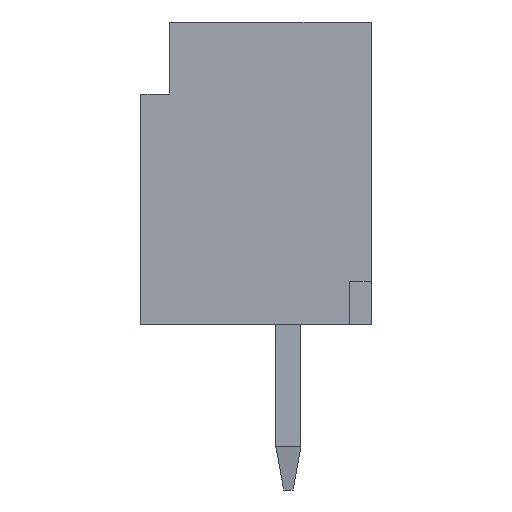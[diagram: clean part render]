
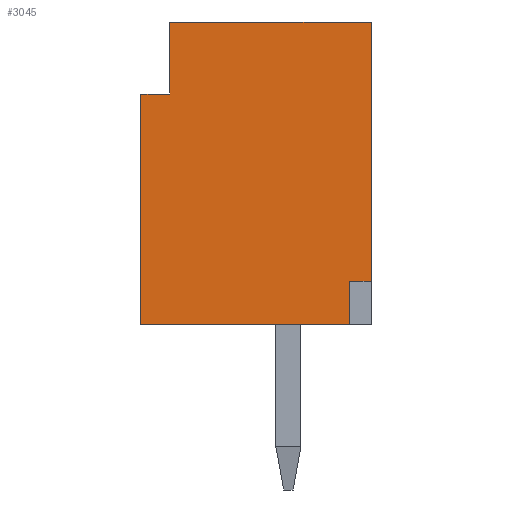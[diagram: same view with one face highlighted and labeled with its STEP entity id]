
A CAD part, left-side view. The second image highlights one B-rep face of the part: STEP entity #3045.
In plain terms, the highlighted planar face has unit normal (-1, 0, 0).
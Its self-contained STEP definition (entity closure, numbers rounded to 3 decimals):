
#111 = PLANE('',#112);
#112 = AXIS2_PLACEMENT_3D('',#113,#114,#115);
#113 = CARTESIAN_POINT('',(4.,-1.15,0.));
#114 = DIRECTION('',(0.,-1.,0.));
#115 = DIRECTION('',(0.,0.,1.));
#139 = PLANE('',#140);
#140 = AXIS2_PLACEMENT_3D('',#141,#142,#143);
#141 = CARTESIAN_POINT('',(4.,-1.15,4.2));
#142 = DIRECTION('',(0.,0.,1.));
#143 = DIRECTION('',(0.,1.,0.));
#223 = PLANE('',#224);
#224 = AXIS2_PLACEMENT_3D('',#225,#226,#227);
#225 = CARTESIAN_POINT('',(4.,2.05,4.2));
#226 = DIRECTION('',(0.,1.,0.));
#227 = DIRECTION('',(0.,0.,-1.));
#659 = PLANE('',#660);
#660 = AXIS2_PLACEMENT_3D('',#661,#662,#663);
#661 = CARTESIAN_POINT('',(4.,2.05,0.));
#662 = DIRECTION('',(0.,0.,-1.));
#663 = DIRECTION('',(0.,-1.,0.));
#700 = VERTEX_POINT('',#701);
#701 = CARTESIAN_POINT('',(-1.5,-1.15,0.6));
#715 = PLANE('',#716);
#716 = AXIS2_PLACEMENT_3D('',#717,#718,#719);
#717 = CARTESIAN_POINT('',(-0.925,-1.15,0.6));
#718 = DIRECTION('',(0.,0.,1.));
#719 = DIRECTION('',(-1.,0.,0.));
#727 = EDGE_CURVE('',#700,#728,#730,.T.);
#728 = VERTEX_POINT('',#729);
#729 = CARTESIAN_POINT('',(-1.5,-1.15,4.2));
#730 = SURFACE_CURVE('',#731,(#735,#742),.PCURVE_S1.);
#731 = LINE('',#732,#733);
#732 = CARTESIAN_POINT('',(-1.5,-1.15,0.6));
#733 = VECTOR('',#734,1.);
#734 = DIRECTION('',(0.,0.,1.));
#735 = PCURVE('',#111,#736);
#736 = DEFINITIONAL_REPRESENTATION('',(#737),#741);
#737 = LINE('',#738,#739);
#738 = CARTESIAN_POINT('',(0.6,5.5));
#739 = VECTOR('',#740,1.);
#740 = DIRECTION('',(1.,0.));
#741 = ( GEOMETRIC_REPRESENTATION_CONTEXT(2) 
PARAMETRIC_REPRESENTATION_CONTEXT() REPRESENTATION_CONTEXT('2D SPACE',''
  ) );
#742 = PCURVE('',#743,#748);
#743 = PLANE('',#744);
#744 = AXIS2_PLACEMENT_3D('',#745,#746,#747);
#745 = CARTESIAN_POINT('',(-1.5,0.45,2.1));
#746 = DIRECTION('',(-1.,0.,0.));
#747 = DIRECTION('',(0.,0.,-1.));
#748 = DEFINITIONAL_REPRESENTATION('',(#749),#753);
#749 = LINE('',#750,#751);
#750 = CARTESIAN_POINT('',(1.5,1.6));
#751 = VECTOR('',#752,1.);
#752 = DIRECTION('',(-1.,0.));
#753 = ( GEOMETRIC_REPRESENTATION_CONTEXT(2) 
PARAMETRIC_REPRESENTATION_CONTEXT() REPRESENTATION_CONTEXT('2D SPACE',''
  ) );
#1272 = EDGE_CURVE('',#728,#1273,#1275,.T.);
#1273 = VERTEX_POINT('',#1274);
#1274 = CARTESIAN_POINT('',(-1.5,1.65,4.2));
#1275 = SURFACE_CURVE('',#1276,(#1280,#1287),.PCURVE_S1.);
#1276 = LINE('',#1277,#1278);
#1277 = CARTESIAN_POINT('',(-1.5,-1.15,4.2));
#1278 = VECTOR('',#1279,1.);
#1279 = DIRECTION('',(0.,1.,0.));
#1280 = PCURVE('',#139,#1281);
#1281 = DEFINITIONAL_REPRESENTATION('',(#1282),#1286);
#1282 = LINE('',#1283,#1284);
#1283 = CARTESIAN_POINT('',(0.,5.5));
#1284 = VECTOR('',#1285,1.);
#1285 = DIRECTION('',(1.,0.));
#1286 = ( GEOMETRIC_REPRESENTATION_CONTEXT(2) 
PARAMETRIC_REPRESENTATION_CONTEXT() REPRESENTATION_CONTEXT('2D SPACE',''
  ) );
#1287 = PCURVE('',#743,#1288);
#1288 = DEFINITIONAL_REPRESENTATION('',(#1289),#1293);
#1289 = LINE('',#1290,#1291);
#1290 = CARTESIAN_POINT('',(-2.1,1.6));
#1291 = VECTOR('',#1292,1.);
#1292 = DIRECTION('',(0.,-1.));
#1293 = ( GEOMETRIC_REPRESENTATION_CONTEXT(2) 
PARAMETRIC_REPRESENTATION_CONTEXT() REPRESENTATION_CONTEXT('2D SPACE',''
  ) );
#1311 = PLANE('',#1312);
#1312 = AXIS2_PLACEMENT_3D('',#1313,#1314,#1315);
#1313 = CARTESIAN_POINT('',(3.4,1.65,4.2));
#1314 = DIRECTION('',(0.,1.,0.));
#1315 = DIRECTION('',(-1.,0.,0.));
#1741 = VERTEX_POINT('',#1742);
#1742 = CARTESIAN_POINT('',(-1.5,2.05,3.2));
#1756 = PLANE('',#1757);
#1757 = AXIS2_PLACEMENT_3D('',#1758,#1759,#1760);
#1758 = CARTESIAN_POINT('',(-0.55,2.05,3.2));
#1759 = DIRECTION('',(0.,0.,-1.));
#1760 = DIRECTION('',(-1.,0.,0.));
#1768 = EDGE_CURVE('',#1741,#1769,#1771,.T.);
#1769 = VERTEX_POINT('',#1770);
#1770 = CARTESIAN_POINT('',(-1.5,2.05,0.));
#1771 = SURFACE_CURVE('',#1772,(#1776,#1783),.PCURVE_S1.);
#1772 = LINE('',#1773,#1774);
#1773 = CARTESIAN_POINT('',(-1.5,2.05,3.2));
#1774 = VECTOR('',#1775,1.);
#1775 = DIRECTION('',(0.,0.,-1.));
#1776 = PCURVE('',#223,#1777);
#1777 = DEFINITIONAL_REPRESENTATION('',(#1778),#1782);
#1778 = LINE('',#1779,#1780);
#1779 = CARTESIAN_POINT('',(1.,5.5));
#1780 = VECTOR('',#1781,1.);
#1781 = DIRECTION('',(1.,0.));
#1782 = ( GEOMETRIC_REPRESENTATION_CONTEXT(2) 
PARAMETRIC_REPRESENTATION_CONTEXT() REPRESENTATION_CONTEXT('2D SPACE',''
  ) );
#1783 = PCURVE('',#743,#1784);
#1784 = DEFINITIONAL_REPRESENTATION('',(#1785),#1789);
#1785 = LINE('',#1786,#1787);
#1786 = CARTESIAN_POINT('',(-1.1,-1.6));
#1787 = VECTOR('',#1788,1.);
#1788 = DIRECTION('',(1.,0.));
#1789 = ( GEOMETRIC_REPRESENTATION_CONTEXT(2) 
PARAMETRIC_REPRESENTATION_CONTEXT() REPRESENTATION_CONTEXT('2D SPACE',''
  ) );
#2875 = EDGE_CURVE('',#1769,#2876,#2878,.T.);
#2876 = VERTEX_POINT('',#2877);
#2877 = CARTESIAN_POINT('',(-1.5,-0.85,0.));
#2878 = SURFACE_CURVE('',#2879,(#2883,#2890),.PCURVE_S1.);
#2879 = LINE('',#2880,#2881);
#2880 = CARTESIAN_POINT('',(-1.5,2.05,0.));
#2881 = VECTOR('',#2882,1.);
#2882 = DIRECTION('',(0.,-1.,0.));
#2883 = PCURVE('',#659,#2884);
#2884 = DEFINITIONAL_REPRESENTATION('',(#2885),#2889);
#2885 = LINE('',#2886,#2887);
#2886 = CARTESIAN_POINT('',(0.,5.5));
#2887 = VECTOR('',#2888,1.);
#2888 = DIRECTION('',(1.,0.));
#2889 = ( GEOMETRIC_REPRESENTATION_CONTEXT(2) 
PARAMETRIC_REPRESENTATION_CONTEXT() REPRESENTATION_CONTEXT('2D SPACE',''
  ) );
#2890 = PCURVE('',#743,#2891);
#2891 = DEFINITIONAL_REPRESENTATION('',(#2892),#2896);
#2892 = LINE('',#2893,#2894);
#2893 = CARTESIAN_POINT('',(2.1,-1.6));
#2894 = VECTOR('',#2895,1.);
#2895 = DIRECTION('',(0.,1.));
#2896 = ( GEOMETRIC_REPRESENTATION_CONTEXT(2) 
PARAMETRIC_REPRESENTATION_CONTEXT() REPRESENTATION_CONTEXT('2D SPACE',''
  ) );
#2914 = PLANE('',#2915);
#2915 = AXIS2_PLACEMENT_3D('',#2916,#2917,#2918);
#2916 = CARTESIAN_POINT('',(4.,-0.85,0.));
#2917 = DIRECTION('',(0.,-1.,0.));
#2918 = DIRECTION('',(1.,0.,0.));
#3000 = EDGE_CURVE('',#700,#3001,#3003,.T.);
#3001 = VERTEX_POINT('',#3002);
#3002 = CARTESIAN_POINT('',(-1.5,-0.85,0.6));
#3003 = SURFACE_CURVE('',#3004,(#3008,#3015),.PCURVE_S1.);
#3004 = LINE('',#3005,#3006);
#3005 = CARTESIAN_POINT('',(-1.5,-1.15,0.6));
#3006 = VECTOR('',#3007,1.);
#3007 = DIRECTION('',(0.,1.,0.));
#3008 = PCURVE('',#715,#3009);
#3009 = DEFINITIONAL_REPRESENTATION('',(#3010),#3014);
#3010 = LINE('',#3011,#3012);
#3011 = CARTESIAN_POINT('',(0.575,0.));
#3012 = VECTOR('',#3013,1.);
#3013 = DIRECTION('',(0.,-1.));
#3014 = ( GEOMETRIC_REPRESENTATION_CONTEXT(2) 
PARAMETRIC_REPRESENTATION_CONTEXT() REPRESENTATION_CONTEXT('2D SPACE',''
  ) );
#3015 = PCURVE('',#743,#3016);
#3016 = DEFINITIONAL_REPRESENTATION('',(#3017),#3021);
#3017 = LINE('',#3018,#3019);
#3018 = CARTESIAN_POINT('',(1.5,1.6));
#3019 = VECTOR('',#3020,1.);
#3020 = DIRECTION('',(0.,-1.));
#3021 = ( GEOMETRIC_REPRESENTATION_CONTEXT(2) 
PARAMETRIC_REPRESENTATION_CONTEXT() REPRESENTATION_CONTEXT('2D SPACE',''
  ) );
#3045 = ADVANCED_FACE('',(#3046),#743,.T.);
#3046 = FACE_BOUND('',#3047,.F.);
#3047 = EDGE_LOOP('',(#3048,#3049,#3050,#3071,#3072,#3073,#3096,#3117));
#3048 = ORIENTED_EDGE('',*,*,#727,.F.);
#3049 = ORIENTED_EDGE('',*,*,#3000,.T.);
#3050 = ORIENTED_EDGE('',*,*,#3051,.F.);
#3051 = EDGE_CURVE('',#2876,#3001,#3052,.T.);
#3052 = SURFACE_CURVE('',#3053,(#3057,#3064),.PCURVE_S1.);
#3053 = LINE('',#3054,#3055);
#3054 = CARTESIAN_POINT('',(-1.5,-0.85,0.));
#3055 = VECTOR('',#3056,1.);
#3056 = DIRECTION('',(0.,0.,1.));
#3057 = PCURVE('',#743,#3058);
#3058 = DEFINITIONAL_REPRESENTATION('',(#3059),#3063);
#3059 = LINE('',#3060,#3061);
#3060 = CARTESIAN_POINT('',(2.1,1.3));
#3061 = VECTOR('',#3062,1.);
#3062 = DIRECTION('',(-1.,0.));
#3063 = ( GEOMETRIC_REPRESENTATION_CONTEXT(2) 
PARAMETRIC_REPRESENTATION_CONTEXT() REPRESENTATION_CONTEXT('2D SPACE',''
  ) );
#3064 = PCURVE('',#2914,#3065);
#3065 = DEFINITIONAL_REPRESENTATION('',(#3066),#3070);
#3066 = LINE('',#3067,#3068);
#3067 = CARTESIAN_POINT('',(-5.5,0.));
#3068 = VECTOR('',#3069,1.);
#3069 = DIRECTION('',(0.,1.));
#3070 = ( GEOMETRIC_REPRESENTATION_CONTEXT(2) 
PARAMETRIC_REPRESENTATION_CONTEXT() REPRESENTATION_CONTEXT('2D SPACE',''
  ) );
#3071 = ORIENTED_EDGE('',*,*,#2875,.F.);
#3072 = ORIENTED_EDGE('',*,*,#1768,.F.);
#3073 = ORIENTED_EDGE('',*,*,#3074,.T.);
#3074 = EDGE_CURVE('',#1741,#3075,#3077,.T.);
#3075 = VERTEX_POINT('',#3076);
#3076 = CARTESIAN_POINT('',(-1.5,1.65,3.2));
#3077 = SURFACE_CURVE('',#3078,(#3082,#3089),.PCURVE_S1.);
#3078 = LINE('',#3079,#3080);
#3079 = CARTESIAN_POINT('',(-1.5,2.05,3.2));
#3080 = VECTOR('',#3081,1.);
#3081 = DIRECTION('',(0.,-1.,0.));
#3082 = PCURVE('',#743,#3083);
#3083 = DEFINITIONAL_REPRESENTATION('',(#3084),#3088);
#3084 = LINE('',#3085,#3086);
#3085 = CARTESIAN_POINT('',(-1.1,-1.6));
#3086 = VECTOR('',#3087,1.);
#3087 = DIRECTION('',(0.,1.));
#3088 = ( GEOMETRIC_REPRESENTATION_CONTEXT(2) 
PARAMETRIC_REPRESENTATION_CONTEXT() REPRESENTATION_CONTEXT('2D SPACE',''
  ) );
#3089 = PCURVE('',#1756,#3090);
#3090 = DEFINITIONAL_REPRESENTATION('',(#3091),#3095);
#3091 = LINE('',#3092,#3093);
#3092 = CARTESIAN_POINT('',(0.95,0.));
#3093 = VECTOR('',#3094,1.);
#3094 = DIRECTION('',(0.,-1.));
#3095 = ( GEOMETRIC_REPRESENTATION_CONTEXT(2) 
PARAMETRIC_REPRESENTATION_CONTEXT() REPRESENTATION_CONTEXT('2D SPACE',''
  ) );
#3096 = ORIENTED_EDGE('',*,*,#3097,.F.);
#3097 = EDGE_CURVE('',#1273,#3075,#3098,.T.);
#3098 = SURFACE_CURVE('',#3099,(#3103,#3110),.PCURVE_S1.);
#3099 = LINE('',#3100,#3101);
#3100 = CARTESIAN_POINT('',(-1.5,1.65,4.2));
#3101 = VECTOR('',#3102,1.);
#3102 = DIRECTION('',(0.,0.,-1.));
#3103 = PCURVE('',#743,#3104);
#3104 = DEFINITIONAL_REPRESENTATION('',(#3105),#3109);
#3105 = LINE('',#3106,#3107);
#3106 = CARTESIAN_POINT('',(-2.1,-1.2));
#3107 = VECTOR('',#3108,1.);
#3108 = DIRECTION('',(1.,0.));
#3109 = ( GEOMETRIC_REPRESENTATION_CONTEXT(2) 
PARAMETRIC_REPRESENTATION_CONTEXT() REPRESENTATION_CONTEXT('2D SPACE',''
  ) );
#3110 = PCURVE('',#1311,#3111);
#3111 = DEFINITIONAL_REPRESENTATION('',(#3112),#3116);
#3112 = LINE('',#3113,#3114);
#3113 = CARTESIAN_POINT('',(4.9,0.));
#3114 = VECTOR('',#3115,1.);
#3115 = DIRECTION('',(0.,-1.));
#3116 = ( GEOMETRIC_REPRESENTATION_CONTEXT(2) 
PARAMETRIC_REPRESENTATION_CONTEXT() REPRESENTATION_CONTEXT('2D SPACE',''
  ) );
#3117 = ORIENTED_EDGE('',*,*,#1272,.F.);
